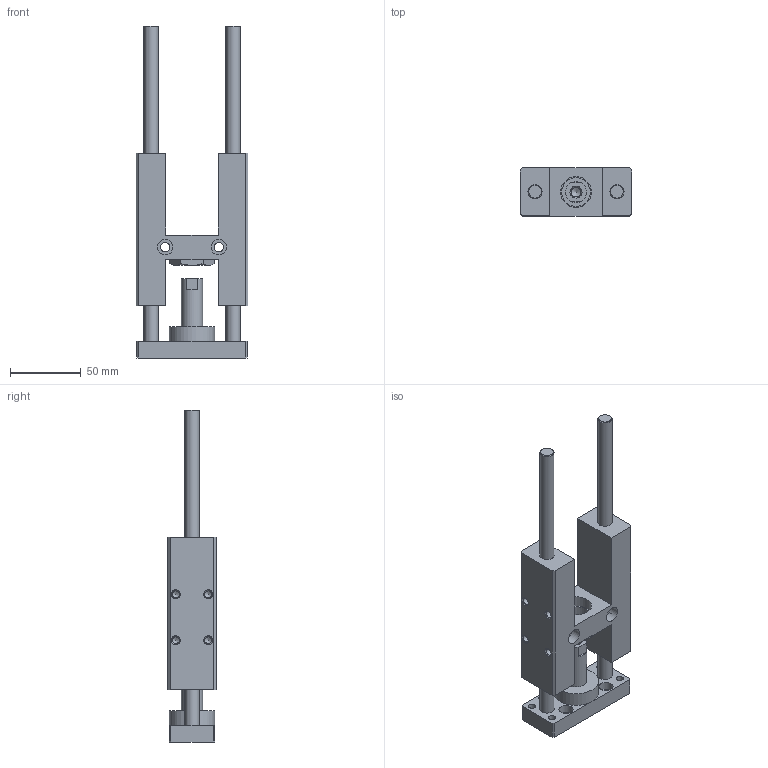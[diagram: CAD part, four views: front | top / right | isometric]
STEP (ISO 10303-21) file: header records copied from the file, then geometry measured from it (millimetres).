
FILE_DESCRIPTION(/* description */ ('Unknown'),/* implementation_level */ '2;1');
FILE_NAME(/* name */ '1260.20.75.GLB',/* time_stamp */ '2019-06-18T11:14:54-04:00',/* author */ ('Unknown'),/* organization */ ('Unknown'),/* preprocessor_version */ 'ST-DEVELOPER v16.7',/* originating_system */ 'DEX',/* authorisation */ $);
FILE_SCHEMA (('AUTOMOTIVE_DESIGN {1 0 10303 214 3 1 1}'));
Length unit declared in the file: millimetre
Products named in the file (3): 1260.GLB; CORPO_GLB_20; PIASTRA_GLB_20-02
Assembly tree (2 placements, depth 2):
  1260.GLB
    CORPO_GLB_20
    PIASTRA_GLB_20-02
Bounding box: 79 x 34 x 235 mm (x, y, z)
Volume: 222713.4 mm3; surface area: 66007.3 mm2
Topology: 2 solids, 2 shells, 106 faces, 250 edges, 159 vertices
Faces by surface type: plane 51, cylinder 33, cone 22
Full cylindrical faces by diameter (mm): 4.917 x8, 5 x4, 5.5 x4, 6.6 x2, 6.647 x1, 10 x8, 11 x2, 15 x1, 20.376 x1, 22 x1, 32 x1
Entity records: 2808 total; most frequent: DIRECTION 478, CARTESIAN_POINT 460, ORIENTED_EDGE 366, FACE_BOUND 207, EDGE_LOOP 198, AXIS2_PLACEMENT_3D 192, EDGE_CURVE 183, VERTEX_POINT 156
